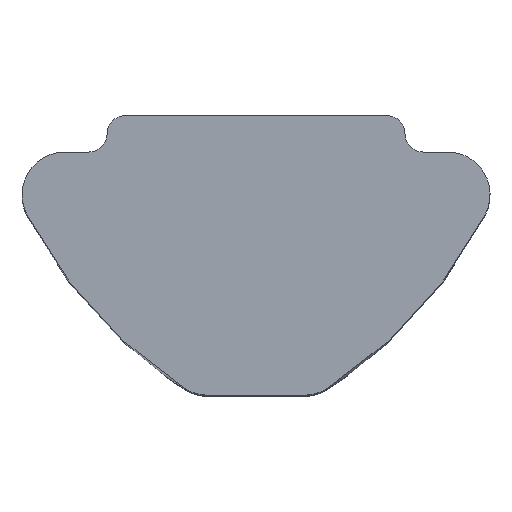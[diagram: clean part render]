
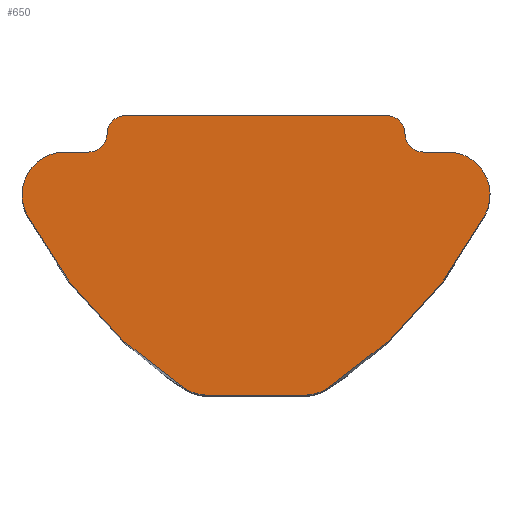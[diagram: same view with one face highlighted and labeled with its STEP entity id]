
A CAD part, top view. The second image highlights one B-rep face of the part: STEP entity #650.
In plain terms, the highlighted planar face has unit normal (0, 0, 1).
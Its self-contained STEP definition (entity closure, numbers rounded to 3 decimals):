
#28=PLANE('',#711);
#92=FACE_OUTER_BOUND('',#131,.T.);
#131=EDGE_LOOP('',(#506,#507,#508,#509,#510,#511,#512,#513,#514,#515,#516,
#517,#518,#519,#520));
#170=LINE('',#1022,#207);
#172=LINE('',#1027,#209);
#176=LINE('',#1037,#213);
#184=LINE('',#1068,#221);
#207=VECTOR('',#797,0.4);
#209=VECTOR('',#801,4.3);
#213=VECTOR('',#809,0.4);
#221=VECTOR('',#833,1.597);
#235=CIRCLE('',#686,0.7);
#241=CIRCLE('',#698,0.7);
#243=CIRCLE('',#701,7.5);
#247=CIRCLE('',#707,7.5);
#249=CIRCLE('',#710,0.7);
#250=CIRCLE('',#712,0.7);
#251=CIRCLE('',#713,0.3);
#252=CIRCLE('',#714,0.3);
#253=CIRCLE('',#715,0.3);
#254=CIRCLE('',#716,0.3);
#255=CIRCLE('',#717,0.7);
#283=VERTEX_POINT('',#990);
#284=VERTEX_POINT('',#991);
#296=VERTEX_POINT('',#1019);
#297=VERTEX_POINT('',#1021);
#298=VERTEX_POINT('',#1025);
#299=VERTEX_POINT('',#1026);
#302=VERTEX_POINT('',#1035);
#303=VERTEX_POINT('',#1036);
#309=VERTEX_POINT('',#1058);
#311=VERTEX_POINT('',#1065);
#312=VERTEX_POINT('',#1067);
#318=VERTEX_POINT('',#1085);
#319=VERTEX_POINT('',#1087);
#321=VERTEX_POINT('',#1106);
#322=VERTEX_POINT('',#1109);
#348=EDGE_CURVE('',#283,#284,#235,.T.);
#362=EDGE_CURVE('',#297,#296,#170,.T.);
#364=EDGE_CURVE('',#298,#299,#172,.T.);
#369=EDGE_CURVE('',#302,#303,#176,.T.);
#373=EDGE_CURVE('',#303,#283,#241,.T.);
#379=EDGE_CURVE('',#284,#309,#243,.T.);
#383=EDGE_CURVE('',#312,#311,#184,.T.);
#390=EDGE_CURVE('',#319,#318,#247,.T.);
#394=EDGE_CURVE('',#318,#297,#249,.T.);
#395=EDGE_CURVE('',#311,#319,#250,.T.);
#396=EDGE_CURVE('',#296,#321,#251,.T.);
#397=EDGE_CURVE('',#321,#298,#252,.T.);
#398=EDGE_CURVE('',#299,#322,#253,.T.);
#399=EDGE_CURVE('',#322,#302,#254,.T.);
#400=EDGE_CURVE('',#309,#312,#255,.T.);
#506=ORIENTED_EDGE('',*,*,#383,.T.);
#507=ORIENTED_EDGE('',*,*,#395,.T.);
#508=ORIENTED_EDGE('',*,*,#390,.T.);
#509=ORIENTED_EDGE('',*,*,#394,.T.);
#510=ORIENTED_EDGE('',*,*,#362,.T.);
#511=ORIENTED_EDGE('',*,*,#396,.T.);
#512=ORIENTED_EDGE('',*,*,#397,.T.);
#513=ORIENTED_EDGE('',*,*,#364,.T.);
#514=ORIENTED_EDGE('',*,*,#398,.T.);
#515=ORIENTED_EDGE('',*,*,#399,.T.);
#516=ORIENTED_EDGE('',*,*,#369,.T.);
#517=ORIENTED_EDGE('',*,*,#373,.T.);
#518=ORIENTED_EDGE('',*,*,#348,.T.);
#519=ORIENTED_EDGE('',*,*,#379,.T.);
#520=ORIENTED_EDGE('',*,*,#400,.T.);
#650=ADVANCED_FACE('',(#92),#28,.F.);
#686=AXIS2_PLACEMENT_3D('',#992,#772,#773);
#698=AXIS2_PLACEMENT_3D('',#1044,#815,#816);
#701=AXIS2_PLACEMENT_3D('',#1060,#824,#825);
#707=AXIS2_PLACEMENT_3D('',#1088,#842,#843);
#710=AXIS2_PLACEMENT_3D('',#1103,#849,#850);
#711=AXIS2_PLACEMENT_3D('',#1104,#851,#852);
#712=AXIS2_PLACEMENT_3D('',#1105,#853,#854);
#713=AXIS2_PLACEMENT_3D('',#1107,#855,#856);
#714=AXIS2_PLACEMENT_3D('',#1108,#857,#858);
#715=AXIS2_PLACEMENT_3D('',#1110,#859,#860);
#716=AXIS2_PLACEMENT_3D('',#1111,#861,#862);
#717=AXIS2_PLACEMENT_3D('',#1112,#863,#864);
#772=DIRECTION('center_axis',(0.,0.,1.));
#773=DIRECTION('ref_axis',(1.,0.,0.));
#797=DIRECTION('',(-1.,0.,0.));
#801=DIRECTION('',(-1.,0.,0.));
#809=DIRECTION('',(-1.,0.,0.));
#815=DIRECTION('center_axis',(0.,0.,1.));
#816=DIRECTION('ref_axis',(1.,0.,0.));
#824=DIRECTION('center_axis',(0.,0.,1.));
#825=DIRECTION('ref_axis',(1.,0.,0.));
#833=DIRECTION('',(1.,0.,0.));
#842=DIRECTION('center_axis',(0.,0.,1.));
#843=DIRECTION('ref_axis',(-1.,0.,0.));
#849=DIRECTION('center_axis',(0.,0.,1.));
#850=DIRECTION('ref_axis',(-1.,0.,0.));
#851=DIRECTION('center_axis',(0.,0.,-1.));
#852=DIRECTION('ref_axis',(0.,-1.,0.));
#853=DIRECTION('center_axis',(0.,0.,1.));
#854=DIRECTION('ref_axis',(-1.,0.,0.));
#855=DIRECTION('center_axis',(0.,0.,-1.));
#856=DIRECTION('ref_axis',(-1.,0.,0.));
#857=DIRECTION('center_axis',(0.,0.,1.));
#858=DIRECTION('ref_axis',(-1.,0.,0.));
#859=DIRECTION('center_axis',(0.,0.,1.));
#860=DIRECTION('ref_axis',(-1.,0.,0.));
#861=DIRECTION('center_axis',(0.,0.,-1.));
#862=DIRECTION('ref_axis',(-1.,0.,0.));
#863=DIRECTION('center_axis',(0.,0.,1.));
#864=DIRECTION('ref_axis',(-1.,0.,0.));
#990=CARTESIAN_POINT('',(-3.85,-1.3,12.));
#991=CARTESIAN_POINT('',(-3.773,-1.62,12.));
#992=CARTESIAN_POINT('Origin',(-3.15,-1.3,12.));
#1019=CARTESIAN_POINT('',(2.75,-0.6,12.));
#1021=CARTESIAN_POINT('',(3.15,-0.6,12.));
#1022=CARTESIAN_POINT('',(2.45,-0.6,12.));
#1025=CARTESIAN_POINT('',(2.15,0.,12.));
#1026=CARTESIAN_POINT('',(-2.15,0.,12.));
#1027=CARTESIAN_POINT('',(-2.45,0.,12.));
#1035=CARTESIAN_POINT('',(-2.75,-0.6,12.));
#1036=CARTESIAN_POINT('',(-3.15,-0.6,12.));
#1037=CARTESIAN_POINT('',(-2.45,-0.6,12.));
#1044=CARTESIAN_POINT('Origin',(-3.15,-1.3,12.));
#1058=CARTESIAN_POINT('',(-1.179,-4.487,12.));
#1060=CARTESIAN_POINT('Origin',(2.899,1.807,12.));
#1065=CARTESIAN_POINT('',(0.799,-4.6,12.));
#1067=CARTESIAN_POINT('',(-0.799,-4.6,12.));
#1068=CARTESIAN_POINT('',(1.,-4.6,12.));
#1085=CARTESIAN_POINT('',(3.773,-1.62,12.));
#1087=CARTESIAN_POINT('',(1.179,-4.487,12.));
#1088=CARTESIAN_POINT('Origin',(-2.899,1.807,12.));
#1103=CARTESIAN_POINT('Origin',(3.15,-1.3,12.));
#1104=CARTESIAN_POINT('Origin',(3.15,-1.3,12.));
#1105=CARTESIAN_POINT('Origin',(0.799,-3.9,12.));
#1106=CARTESIAN_POINT('',(2.45,-0.3,12.));
#1107=CARTESIAN_POINT('Origin',(2.75,-0.3,12.));
#1108=CARTESIAN_POINT('Origin',(2.15,-0.3,12.));
#1109=CARTESIAN_POINT('',(-2.45,-0.3,12.));
#1110=CARTESIAN_POINT('Origin',(-2.15,-0.3,12.));
#1111=CARTESIAN_POINT('Origin',(-2.75,-0.3,12.));
#1112=CARTESIAN_POINT('Origin',(-0.799,-3.9,12.));
